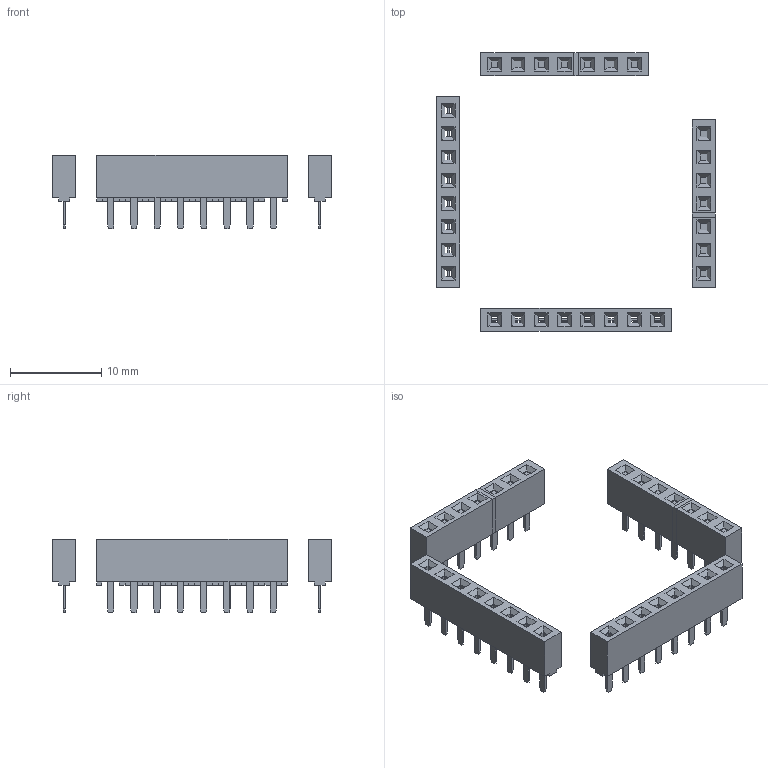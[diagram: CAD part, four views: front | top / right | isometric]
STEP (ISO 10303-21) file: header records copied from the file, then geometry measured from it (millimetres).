
FILE_DESCRIPTION(/* description */ ('VariCAD 2015-1.05 AP-214'),/* implementation_level */ '2;1');
FILE_NAME(/* name */ 'eVY1.stp',/* time_stamp */ '2015-12-12T15:58:11+09:00',/* author */ (''),/* organization */ (''),/* preprocessor_version */ 'ST-DEVELOPER v14',/* originating_system */ 'VariCAD 2015-1.05; kernel version (20130303)',/* authorisation */ '');
FILE_SCHEMA (('AUTOMOTIVE_DESIGN'));
Length unit declared in the file: millimetre
Products named in the file (21): eVY1; コンポーネント1<20>; コンポーネント1<19>; コンポーネント1<18>; コンポーネント1<17>; コンポーネント1<16>; コンポーネント1<15>; コンポーネント1<14>; コンポーネント1<13>; コンポーネント1<12>; コンポーネント1<11>; コンポーネント1<10>; コンポーネント1<9>; コンポーネント1<8>; コンポーネント1<7>; コンポーネント1<6>; コンポーネント1<5>; コンポーネント1<4>; コンポーネント1<3>; コンポーネント1<2>; コンポーネント1<1>
Assembly tree (20 placements, depth 2):
  eVY1
    コンポーネント1<20>
    コンポーネント1<19>
    コンポーネント1<18>
    コンポーネント1<17>
    コンポーネント1<16>
    コンポーネント1<15>
    コンポーネント1<14>
    コンポーネント1<13>
    コンポーネント1<12>
    コンポーネント1<11>
    コンポーネント1<10>
    コンポーネント1<9>
    コンポーネント1<8>
    コンポーネント1<7>
    コンポーネント1<6>
    コンポーネント1<5>
    コンポーネント1<4>
    コンポーネント1<3>
    コンポーネント1<2>
    コンポーネント1<1>
Bounding box: 30.48 x 30.48 x 8 mm (x, y, z)
Volume: 710.9 mm3; surface area: 1986.6 mm2
Topology: 20 solids, 20 shells, 680 faces, 1684 edges, 1072 vertices
Faces by surface type: plane 680
Entity records: 20333 total; most frequent: CARTESIAN_POINT 3497, ORIENTED_EDGE 3368, DIRECTION 3166, LINE 1684, VECTOR 1684, EDGE_CURVE 1684, VERTEX_POINT 1072, AXIS2_PLACEMENT_3D 741
